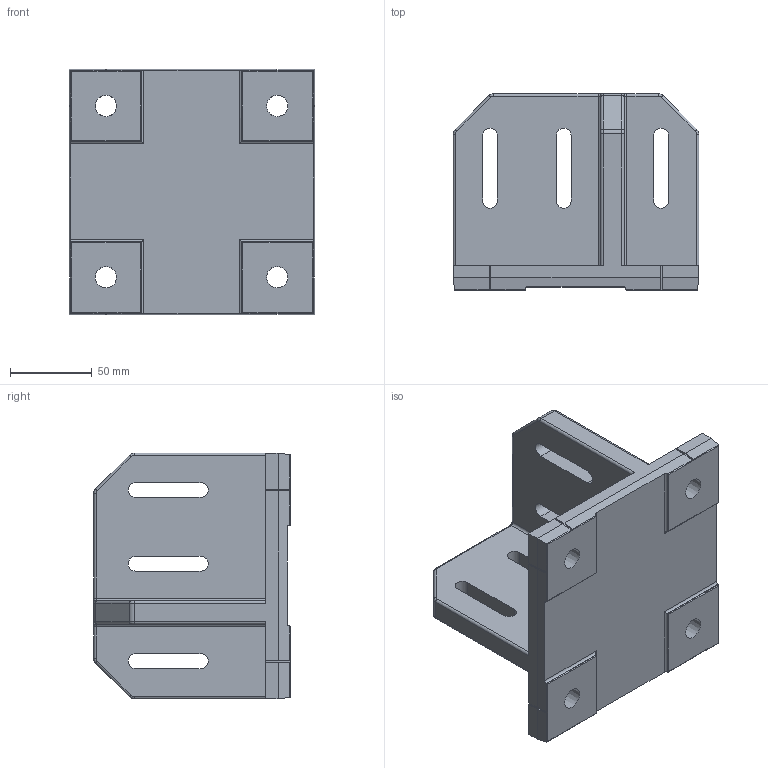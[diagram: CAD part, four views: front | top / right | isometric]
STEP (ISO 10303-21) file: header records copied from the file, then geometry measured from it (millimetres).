
FILE_DESCRIPTION(/* description */ ('STEP AP214'),/* implementation_level */ '2;1');
FILE_NAME(/* name */ '098G4590X150A',/* time_stamp */ '2022-09-13T12:04:31+02:00',/* author */ ('License CC BY-ND 4.0'),/* organization */ ('CADENAS'),/* preprocessor_version */ 'ST-DEVELOPER v18.102',/* originating_system */ 'PARTsolutions',/* authorisation */ ' ');
FILE_SCHEMA (('AUTOMOTIVE_DESIGN {1 0 10303 214 3 1 1}'));
Length unit declared in the file: millimetre
Products named in the file (1): 098G4590X150A
Bounding box: 150 x 120 x 150 mm (x, y, z)
Volume: 679883.2 mm3; surface area: 118037 mm2
Topology: 1 solids, 1 shells, 206 faces, 554 edges, 350 vertices
Faces by surface type: plane 98, cylinder 80, torus 20, cone 8
Entity records: 6446 total; most frequent: DIRECTION 1142, CARTESIAN_POINT 1103, ORIENTED_EDGE 1092, EDGE_CURVE 546, AXIS2_PLACEMENT_3D 389, LINE 364, VECTOR 364, VERTEX_POINT 350
